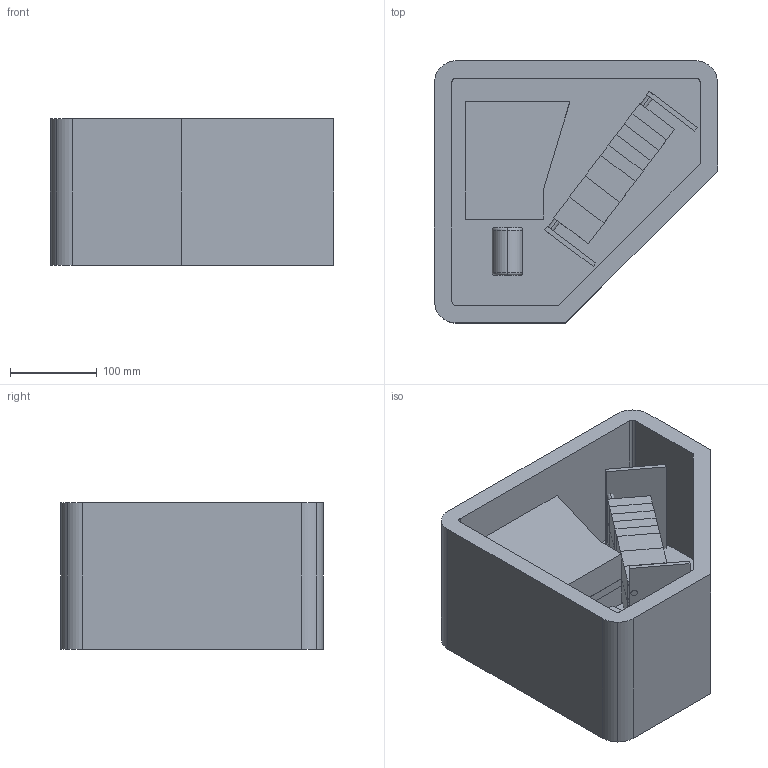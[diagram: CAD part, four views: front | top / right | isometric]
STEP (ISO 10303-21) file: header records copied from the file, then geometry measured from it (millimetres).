
FILE_DESCRIPTION(('STEP AP214'),'1');
FILE_NAME('NPA.stp','2015-03-24T22:30:31',('Simon Woodruff'),('Woodruff Scientific Inc'),'Spatial InterOp 3D',' ',' ');
FILE_SCHEMA(('automotive_design'));
Length unit declared in the file: inch
Products named in the file (30): Part_412928; Part_413614; Part_414433; Part_414432; Part_414431; Part_415377; Translate_414860; Part_427803; Part_428314; Part_428315; Part_428316; Part_427802; Part_428317; Part_428318; Part_428319; Part_428320; Part_428321; Part_428322; Part_428323; Part_428324; Part_428325; Part_428326; Part_428327; Part_427801; Part_428328; Part_428329; Part_427800; Part_427799; Part_427798; 1
Bounding box: 326 x 302 x 169 mm (x, y, z)
Volume: 7282618.7 mm3; surface area: 865767.2 mm2
Topology: 29 solids, 29 shells, 199 faces, 421 edges, 286 vertices
Faces by surface type: plane 171, cylinder 22, torus 4, extrusion 2
Entity records: 7679 total; most frequent: CARTESIAN_POINT 1024, DIRECTION 923, ORIENTED_EDGE 832, EDGE_CURVE 416, VECTOR 365, LINE 363, AXIS2_PLACEMENT_3D 279, VERTEX_POINT 276
